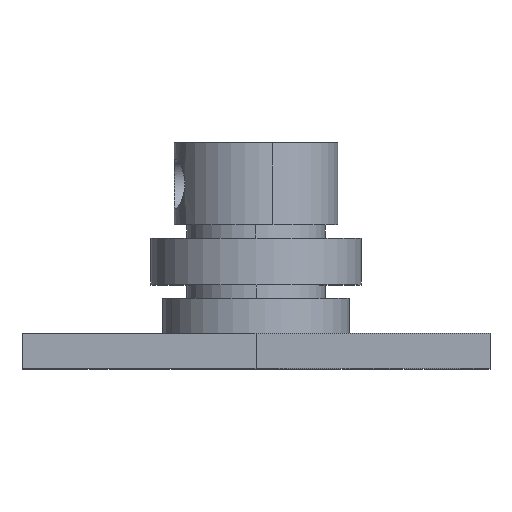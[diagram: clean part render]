
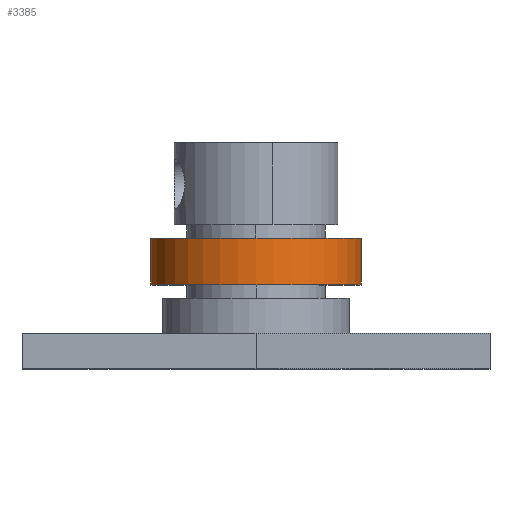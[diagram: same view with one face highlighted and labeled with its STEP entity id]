
A CAD part, top view. The second image highlights one B-rep face of the part: STEP entity #3385.
In plain terms, the highlighted cylindrical face has radius 9 mm (diameter 18 mm), a full revolution.
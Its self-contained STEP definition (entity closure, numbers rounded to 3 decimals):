
#3385 = ADVANCED_FACE('',(#3386),#3400,.T.);
#3386 = FACE_BOUND('',#3387,.F.);
#3387 = EDGE_LOOP('',(#3388,#3418,#3445,#3446));
#3388 = ORIENTED_EDGE('',*,*,#3389,.T.);
#3389 = EDGE_CURVE('',#3390,#3392,#3394,.T.);
#3390 = VERTEX_POINT('',#3391);
#3391 = CARTESIAN_POINT('',(9.,7.15,0.
    ));
#3392 = VERTEX_POINT('',#3393);
#3393 = CARTESIAN_POINT('',(9.,11.15,
    0.));
#3394 = SEAM_CURVE('',#3395,(#3399,#3411),.PCURVE_S1.);
#3395 = LINE('',#3396,#3397);
#3396 = CARTESIAN_POINT('',(9.,7.15,0.
    ));
#3397 = VECTOR('',#3398,1.);
#3398 = DIRECTION('',(0.,1.,0.));
#3399 = PCURVE('',#3400,#3405);
#3400 = CYLINDRICAL_SURFACE('',#3401,9.);
#3401 = AXIS2_PLACEMENT_3D('',#3402,#3403,#3404);
#3402 = CARTESIAN_POINT('',(0.,7.15,0.)
  );
#3403 = DIRECTION('',(0.,-1.,0.));
#3404 = DIRECTION('',(1.,0.,0.));
#3405 = DEFINITIONAL_REPRESENTATION('',(#3406),#3410);
#3406 = LINE('',#3407,#3408);
#3407 = CARTESIAN_POINT('',(-0.,0.));
#3408 = VECTOR('',#3409,1.);
#3409 = DIRECTION('',(-0.,-1.));
#3410 = ( GEOMETRIC_REPRESENTATION_CONTEXT(2) 
PARAMETRIC_REPRESENTATION_CONTEXT() REPRESENTATION_CONTEXT('2D SPACE',''
  ) );
#3411 = PCURVE('',#3400,#3412);
#3412 = DEFINITIONAL_REPRESENTATION('',(#3413),#3417);
#3413 = LINE('',#3414,#3415);
#3414 = CARTESIAN_POINT('',(-6.283,0.));
#3415 = VECTOR('',#3416,1.);
#3416 = DIRECTION('',(-0.,-1.));
#3417 = ( GEOMETRIC_REPRESENTATION_CONTEXT(2) 
PARAMETRIC_REPRESENTATION_CONTEXT() REPRESENTATION_CONTEXT('2D SPACE',''
  ) );
#3418 = ORIENTED_EDGE('',*,*,#3419,.T.);
#3419 = EDGE_CURVE('',#3392,#3392,#3420,.T.);
#3420 = SURFACE_CURVE('',#3421,(#3426,#3433),.PCURVE_S1.);
#3421 = CIRCLE('',#3422,9.);
#3422 = AXIS2_PLACEMENT_3D('',#3423,#3424,#3425);
#3423 = CARTESIAN_POINT('',(0.,11.15,
    0.));
#3424 = DIRECTION('',(0.,1.,0.));
#3425 = DIRECTION('',(1.,0.,0.));
#3426 = PCURVE('',#3400,#3427);
#3427 = DEFINITIONAL_REPRESENTATION('',(#3428),#3432);
#3428 = LINE('',#3429,#3430);
#3429 = CARTESIAN_POINT('',(-0.,-4.));
#3430 = VECTOR('',#3431,1.);
#3431 = DIRECTION('',(-1.,0.));
#3432 = ( GEOMETRIC_REPRESENTATION_CONTEXT(2) 
PARAMETRIC_REPRESENTATION_CONTEXT() REPRESENTATION_CONTEXT('2D SPACE',''
  ) );
#3433 = PCURVE('',#3434,#3439);
#3434 = PLANE('',#3435);
#3435 = AXIS2_PLACEMENT_3D('',#3436,#3437,#3438);
#3436 = CARTESIAN_POINT('',(0.,11.15,
    0.));
#3437 = DIRECTION('',(0.,1.,0.));
#3438 = DIRECTION('',(1.,0.,0.));
#3439 = DEFINITIONAL_REPRESENTATION('',(#3440),#3444);
#3440 = CIRCLE('',#3441,9.);
#3441 = AXIS2_PLACEMENT_2D('',#3442,#3443);
#3442 = CARTESIAN_POINT('',(0.,0.));
#3443 = DIRECTION('',(1.,0.));
#3444 = ( GEOMETRIC_REPRESENTATION_CONTEXT(2) 
PARAMETRIC_REPRESENTATION_CONTEXT() REPRESENTATION_CONTEXT('2D SPACE',''
  ) );
#3445 = ORIENTED_EDGE('',*,*,#3389,.F.);
#3446 = ORIENTED_EDGE('',*,*,#3447,.F.);
#3447 = EDGE_CURVE('',#3390,#3390,#3448,.T.);
#3448 = SURFACE_CURVE('',#3449,(#3454,#3461),.PCURVE_S1.);
#3449 = CIRCLE('',#3450,9.);
#3450 = AXIS2_PLACEMENT_3D('',#3451,#3452,#3453);
#3451 = CARTESIAN_POINT('',(0.,7.15,0.)
  );
#3452 = DIRECTION('',(0.,1.,0.));
#3453 = DIRECTION('',(1.,0.,0.));
#3454 = PCURVE('',#3400,#3455);
#3455 = DEFINITIONAL_REPRESENTATION('',(#3456),#3460);
#3456 = LINE('',#3457,#3458);
#3457 = CARTESIAN_POINT('',(-0.,0.));
#3458 = VECTOR('',#3459,1.);
#3459 = DIRECTION('',(-1.,0.));
#3460 = ( GEOMETRIC_REPRESENTATION_CONTEXT(2) 
PARAMETRIC_REPRESENTATION_CONTEXT() REPRESENTATION_CONTEXT('2D SPACE',''
  ) );
#3461 = PCURVE('',#3462,#3467);
#3462 = PLANE('',#3463);
#3463 = AXIS2_PLACEMENT_3D('',#3464,#3465,#3466);
#3464 = CARTESIAN_POINT('',(0.,7.15,
    0.));
#3465 = DIRECTION('',(0.,1.,0.));
#3466 = DIRECTION('',(1.,0.,0.));
#3467 = DEFINITIONAL_REPRESENTATION('',(#3468),#3472);
#3468 = CIRCLE('',#3469,9.);
#3469 = AXIS2_PLACEMENT_2D('',#3470,#3471);
#3470 = CARTESIAN_POINT('',(0.,0.));
#3471 = DIRECTION('',(1.,0.));
#3472 = ( GEOMETRIC_REPRESENTATION_CONTEXT(2) 
PARAMETRIC_REPRESENTATION_CONTEXT() REPRESENTATION_CONTEXT('2D SPACE',''
  ) );
